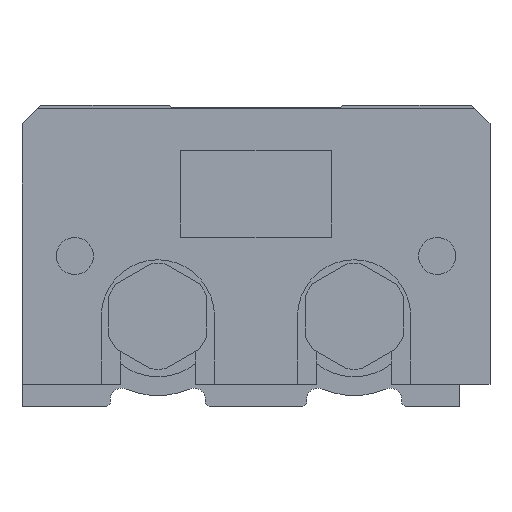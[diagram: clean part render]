
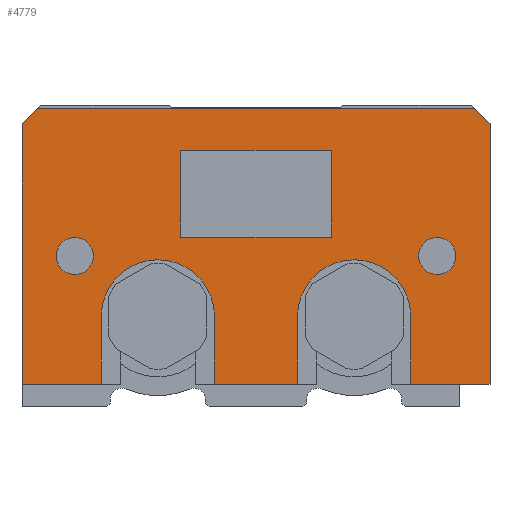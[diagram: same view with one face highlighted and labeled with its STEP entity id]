
A CAD part, front view. The second image highlights one B-rep face of the part: STEP entity #4779.
In plain terms, the highlighted planar face has unit normal (0, -1, 0).
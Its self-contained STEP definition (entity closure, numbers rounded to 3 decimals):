
#169=CIRCLE('',#5071,7.5);
#171=CIRCLE('',#5082,7.5);
#172=CIRCLE('',#5090,2.459);
#173=CIRCLE('',#5091,2.459);
#860=ORIENTED_EDGE('',*,*,#1588,.T.);
#861=ORIENTED_EDGE('',*,*,#1589,.T.);
#862=ORIENTED_EDGE('',*,*,#1578,.T.);
#863=ORIENTED_EDGE('',*,*,#1582,.T.);
#864=ORIENTED_EDGE('',*,*,#1585,.T.);
#865=ORIENTED_EDGE('',*,*,#1587,.T.);
#866=ORIENTED_EDGE('',*,*,#1538,.T.);
#867=ORIENTED_EDGE('',*,*,#1543,.T.);
#868=ORIENTED_EDGE('',*,*,#1546,.T.);
#869=ORIENTED_EDGE('',*,*,#1549,.T.);
#870=ORIENTED_EDGE('',*,*,#1552,.T.);
#871=ORIENTED_EDGE('',*,*,#1555,.T.);
#872=ORIENTED_EDGE('',*,*,#1560,.T.);
#873=ORIENTED_EDGE('',*,*,#1563,.T.);
#874=ORIENTED_EDGE('',*,*,#1566,.T.);
#875=ORIENTED_EDGE('',*,*,#1569,.T.);
#876=ORIENTED_EDGE('',*,*,#1573,.T.);
#877=ORIENTED_EDGE('',*,*,#1528,.T.);
#878=ORIENTED_EDGE('',*,*,#1535,.T.);
#879=ORIENTED_EDGE('',*,*,#1532,.T.);
#1528=EDGE_CURVE('',#1963,#1962,#2328,.T.);
#1532=EDGE_CURVE('',#1967,#1966,#2332,.T.);
#1535=EDGE_CURVE('',#1962,#1967,#169,.T.);
#1538=EDGE_CURVE('',#1966,#1970,#2336,.T.);
#1543=EDGE_CURVE('',#1970,#1973,#2341,.T.);
#1546=EDGE_CURVE('',#1973,#1975,#2344,.T.);
#1549=EDGE_CURVE('',#1975,#1977,#2347,.T.);
#1552=EDGE_CURVE('',#1977,#1979,#2350,.T.);
#1555=EDGE_CURVE('',#1979,#1981,#2353,.T.);
#1560=EDGE_CURVE('',#1981,#1985,#2358,.T.);
#1563=EDGE_CURVE('',#1985,#1987,#2361,.T.);
#1566=EDGE_CURVE('',#1987,#1989,#171,.T.);
#1569=EDGE_CURVE('',#1989,#1991,#2365,.T.);
#1573=EDGE_CURVE('',#1991,#1963,#2369,.T.);
#1578=EDGE_CURVE('',#1999,#1998,#2374,.T.);
#1582=EDGE_CURVE('',#1998,#2001,#2378,.T.);
#1585=EDGE_CURVE('',#2001,#2003,#2381,.T.);
#1587=EDGE_CURVE('',#2003,#1999,#2383,.T.);
#1588=EDGE_CURVE('',#2004,#2004,#172,.T.);
#1589=EDGE_CURVE('',#2005,#2005,#173,.T.);
#1962=VERTEX_POINT('',#6921);
#1963=VERTEX_POINT('',#6923);
#1966=VERTEX_POINT('',#6930);
#1967=VERTEX_POINT('',#6932);
#1970=VERTEX_POINT('',#6942);
#1973=VERTEX_POINT('',#6951);
#1975=VERTEX_POINT('',#6957);
#1977=VERTEX_POINT('',#6963);
#1979=VERTEX_POINT('',#6969);
#1981=VERTEX_POINT('',#6975);
#1985=VERTEX_POINT('',#6985);
#1987=VERTEX_POINT('',#6991);
#1989=VERTEX_POINT('',#6997);
#1991=VERTEX_POINT('',#7003);
#1998=VERTEX_POINT('',#7021);
#1999=VERTEX_POINT('',#7023);
#2001=VERTEX_POINT('',#7029);
#2003=VERTEX_POINT('',#7035);
#2004=VERTEX_POINT('',#7042);
#2005=VERTEX_POINT('',#7044);
#2328=LINE('',#6922,#2696);
#2332=LINE('',#6931,#2700);
#2336=LINE('',#6943,#2704);
#2341=LINE('',#6952,#2709);
#2344=LINE('',#6958,#2712);
#2347=LINE('',#6964,#2715);
#2350=LINE('',#6970,#2718);
#2353=LINE('',#6976,#2721);
#2358=LINE('',#6986,#2726);
#2361=LINE('',#6992,#2729);
#2365=LINE('',#7004,#2733);
#2369=LINE('',#7012,#2737);
#2374=LINE('',#7022,#2742);
#2378=LINE('',#7030,#2746);
#2381=LINE('',#7036,#2749);
#2383=LINE('',#7039,#2751);
#2696=VECTOR('',#5826,1000.);
#2700=VECTOR('',#5832,1000.);
#2704=VECTOR('',#5844,1000.);
#2709=VECTOR('',#5851,1000.);
#2712=VECTOR('',#5856,1000.);
#2715=VECTOR('',#5861,1000.);
#2718=VECTOR('',#5866,1000.);
#2721=VECTOR('',#5871,1000.);
#2726=VECTOR('',#5878,1000.);
#2729=VECTOR('',#5883,1000.);
#2733=VECTOR('',#5895,1000.);
#2737=VECTOR('',#5901,1000.);
#2742=VECTOR('',#5908,1000.);
#2746=VECTOR('',#5914,1000.);
#2749=VECTOR('',#5919,1000.);
#2751=VECTOR('',#5923,1000.);
#3056=EDGE_LOOP('',(#860));
#3057=EDGE_LOOP('',(#861));
#3058=EDGE_LOOP('',(#862,#863,#864,#865));
#3059=EDGE_LOOP('',(#866,#867,#868,#869,#870,#871,#872,#873,#874,#875,#876,
#877,#878,#879));
#3352=FACE_BOUND('',#3056,.T.);
#3353=FACE_BOUND('',#3057,.T.);
#3354=FACE_BOUND('',#3058,.T.);
#3355=FACE_BOUND('',#3059,.T.);
#3556=PLANE('',#5089);
#4779=ADVANCED_FACE('',(#3352,#3353,#3354,#3355),#3556,.F.);
#5071=AXIS2_PLACEMENT_3D('',#6936,#5838,#5839);
#5082=AXIS2_PLACEMENT_3D('',#6998,#5889,#5890);
#5089=AXIS2_PLACEMENT_3D('',#7040,#5924,#5925);
#5090=AXIS2_PLACEMENT_3D('',#7041,#5926,#5927);
#5091=AXIS2_PLACEMENT_3D('',#7043,#5928,#5929);
#5826=DIRECTION('',(0.,0.,1.));
#5832=DIRECTION('',(0.,0.,-1.));
#5838=DIRECTION('',(0.,1.,0.));
#5839=DIRECTION('',(-1.,0.,0.));
#5844=DIRECTION('',(1.,0.,0.));
#5851=DIRECTION('',(0.,0.,1.));
#5856=DIRECTION('',(-0.707,0.,0.707));
#5861=DIRECTION('',(-1.,0.,0.));
#5866=DIRECTION('',(-0.707,0.,-0.707));
#5871=DIRECTION('',(0.,0.,-1.));
#5878=DIRECTION('',(1.,0.,0.));
#5883=DIRECTION('',(0.,0.,1.));
#5889=DIRECTION('',(0.,1.,0.));
#5890=DIRECTION('',(-1.,0.,0.));
#5895=DIRECTION('',(0.,0.,-1.));
#5901=DIRECTION('',(1.,0.,0.));
#5908=DIRECTION('',(0.,0.,1.));
#5914=DIRECTION('',(1.,0.,0.));
#5919=DIRECTION('',(0.,0.,-1.));
#5923=DIRECTION('',(-1.,0.,0.));
#5924=DIRECTION('',(0.,1.,0.));
#5925=DIRECTION('',(0.,0.,1.));
#5926=DIRECTION('',(0.,1.,0.));
#5927=DIRECTION('',(0.,0.,-1.));
#5928=DIRECTION('',(0.,1.,0.));
#5929=DIRECTION('',(0.,0.,-1.));
#6921=CARTESIAN_POINT('',(20.,-10.,6.5));
#6922=CARTESIAN_POINT('',(20.,-10.,-2.5));
#6923=CARTESIAN_POINT('',(20.,-10.,-2.5));
#6930=CARTESIAN_POINT('',(35.,-10.,-2.5));
#6931=CARTESIAN_POINT('',(35.,-10.,6.5));
#6932=CARTESIAN_POINT('',(35.,-10.,6.5));
#6936=CARTESIAN_POINT('',(27.5,-10.,6.5));
#6942=CARTESIAN_POINT('',(45.5,-10.,-2.5));
#6943=CARTESIAN_POINT('',(35.,-10.,-2.5));
#6951=CARTESIAN_POINT('',(45.5,-10.,32.));
#6952=CARTESIAN_POINT('',(45.5,-10.,-2.5));
#6957=CARTESIAN_POINT('',(43.5,-10.,34.));
#6958=CARTESIAN_POINT('',(45.5,-10.,32.));
#6963=CARTESIAN_POINT('',(-14.5,-10.,34.));
#6964=CARTESIAN_POINT('',(43.5,-10.,34.));
#6969=CARTESIAN_POINT('',(-16.5,-10.,32.));
#6970=CARTESIAN_POINT('',(-14.5,-10.,34.));
#6975=CARTESIAN_POINT('',(-16.5,-10.,-2.5));
#6976=CARTESIAN_POINT('',(-16.5,-10.,32.));
#6985=CARTESIAN_POINT('',(-6.,-10.,-2.5));
#6986=CARTESIAN_POINT('',(-16.5,-10.,-2.5));
#6991=CARTESIAN_POINT('',(-6.,-10.,6.5));
#6992=CARTESIAN_POINT('',(-6.,-10.,-2.5));
#6997=CARTESIAN_POINT('',(9.,-10.,6.5));
#6998=CARTESIAN_POINT('',(1.5,-10.,6.5));
#7003=CARTESIAN_POINT('',(9.,-10.,-2.5));
#7004=CARTESIAN_POINT('',(9.,-10.,6.5));
#7012=CARTESIAN_POINT('',(9.,-10.,-2.5));
#7021=CARTESIAN_POINT('',(4.5,-10.,28.5));
#7022=CARTESIAN_POINT('',(4.5,-10.,17.));
#7023=CARTESIAN_POINT('',(4.5,-10.,17.));
#7029=CARTESIAN_POINT('',(24.5,-10.,28.5));
#7030=CARTESIAN_POINT('',(4.5,-10.,28.5));
#7035=CARTESIAN_POINT('',(24.5,-10.,17.));
#7036=CARTESIAN_POINT('',(24.5,-10.,28.5));
#7039=CARTESIAN_POINT('',(4.5,-10.,17.));
#7040=CARTESIAN_POINT('',(1.5,-10.,6.5));
#7041=CARTESIAN_POINT('',(-9.5,-10.,14.5));
#7042=CARTESIAN_POINT('',(-9.5,-10.,12.042));
#7043=CARTESIAN_POINT('',(38.5,-10.,14.5));
#7044=CARTESIAN_POINT('',(38.5,-10.,12.042));
